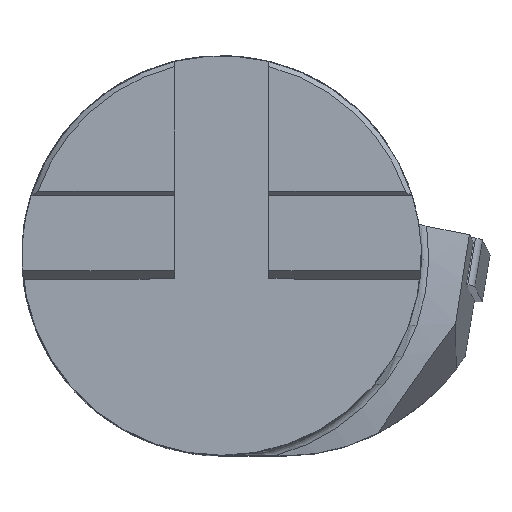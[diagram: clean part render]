
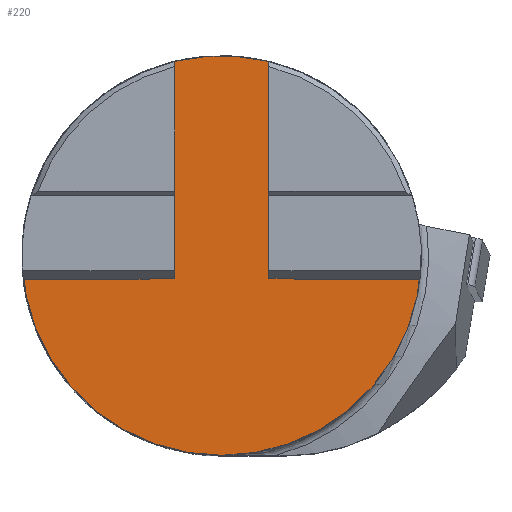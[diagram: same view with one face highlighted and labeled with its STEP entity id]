
A CAD part, top view. The second image highlights one B-rep face of the part: STEP entity #220.
In plain terms, the highlighted planar face has unit normal (0, 0, 1).
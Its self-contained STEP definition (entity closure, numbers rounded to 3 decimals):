
#170=CIRCLE('',#1675,20.);
#173=CIRCLE('',#1680,20.);
#220=ADVANCED_FACE('',(#347),#288,.F.);
#288=PLANE('',#1685);
#347=FACE_OUTER_BOUND('',#424,.T.);
#424=EDGE_LOOP('',(#722,#723,#724,#725,#726,#727));
#722=ORIENTED_EDGE('',*,*,#1247,.F.);
#723=ORIENTED_EDGE('',*,*,#1243,.T.);
#724=ORIENTED_EDGE('',*,*,#1248,.F.);
#725=ORIENTED_EDGE('',*,*,#1249,.F.);
#726=ORIENTED_EDGE('',*,*,#1237,.T.);
#727=ORIENTED_EDGE('',*,*,#1250,.T.);
#1068=VERTEX_POINT('',#2604);
#1069=VERTEX_POINT('',#2606);
#1073=VERTEX_POINT('',#2615);
#1074=VERTEX_POINT('',#2617);
#1076=VERTEX_POINT('',#2628);
#1077=VERTEX_POINT('',#2630);
#1237=EDGE_CURVE('',#1069,#1068,#170,.T.);
#1243=EDGE_CURVE('',#1074,#1073,#173,.T.);
#1247=EDGE_CURVE('',#1074,#1076,#1382,.T.);
#1248=EDGE_CURVE('',#1077,#1073,#1383,.T.);
#1249=EDGE_CURVE('',#1069,#1077,#1384,.T.);
#1250=EDGE_CURVE('',#1068,#1076,#1385,.T.);
#1382=LINE('',#2627,#1490);
#1383=LINE('',#2629,#1491);
#1384=LINE('',#2631,#1492);
#1385=LINE('',#2632,#1493);
#1490=VECTOR('',#1989,1.);
#1491=VECTOR('',#1990,1.);
#1492=VECTOR('',#1991,1.);
#1493=VECTOR('',#1992,1.);
#1675=AXIS2_PLACEMENT_3D('',#2605,#1968,#1969);
#1680=AXIS2_PLACEMENT_3D('',#2616,#1979,#1980);
#1685=AXIS2_PLACEMENT_3D('',#2633,#1993,#1994);
#1968=DIRECTION('',(0.,0.,1.));
#1969=DIRECTION('',(1.,0.,0.));
#1979=DIRECTION('',(0.,0.,1.));
#1980=DIRECTION('',(1.,0.,0.));
#1989=DIRECTION('',(1.,0.,0.));
#1990=DIRECTION('',(1.,0.,0.));
#1991=DIRECTION('',(0.,-1.,0.));
#1992=DIRECTION('',(0.,-1.,0.));
#1993=DIRECTION('',(0.,0.,-1.));
#1994=DIRECTION('',(1.,0.,0.));
#2604=CARTESIAN_POINT('',(-7.275,18.63,-4.7));
#2605=CARTESIAN_POINT('',(0.,0.,-4.7));
#2606=CARTESIAN_POINT('',(7.275,18.63,-4.7));
#2615=CARTESIAN_POINT('',(19.987,-0.73,-4.7));
#2616=CARTESIAN_POINT('',(0.,0.,-4.7));
#2617=CARTESIAN_POINT('',(-19.987,-0.73,-4.7));
#2627=CARTESIAN_POINT('',(-23.629,-0.73,-4.7));
#2628=CARTESIAN_POINT('',(-7.275,-0.73,-4.7));
#2629=CARTESIAN_POINT('',(-23.629,-0.73,-4.7));
#2630=CARTESIAN_POINT('',(7.275,-0.73,-4.7));
#2631=CARTESIAN_POINT('',(7.275,25.,-4.7));
#2632=CARTESIAN_POINT('',(-7.275,25.,-4.7));
#2633=CARTESIAN_POINT('',(7.275,25.,-4.7));
